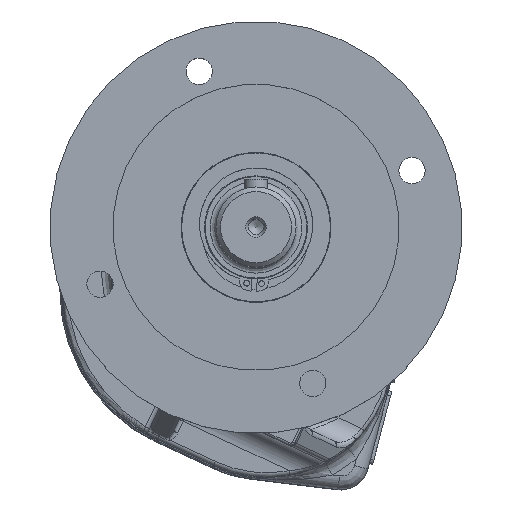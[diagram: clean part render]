
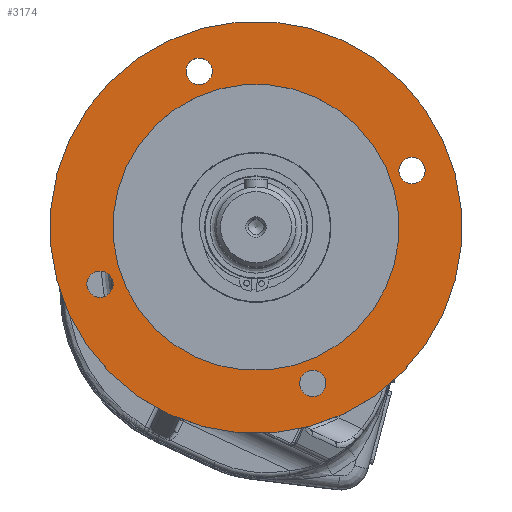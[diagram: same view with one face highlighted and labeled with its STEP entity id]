
A CAD part, top view. The second image highlights one B-rep face of the part: STEP entity #3174.
In plain terms, the highlighted planar face has unit normal (0, 0, 1).
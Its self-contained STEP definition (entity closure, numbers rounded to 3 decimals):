
#2776=CARTESIAN_POINT('',(-46.568,-23.165,160.9));
#2777=VERTEX_POINT('',#2776);
#2778=CARTESIAN_POINT('',(-51.78,-20.735,160.9));
#2779=DIRECTION('',(0.0,0.0,-1.));
#2780=DIRECTION('',(-0.906,0.423,0.0));
#2781=AXIS2_PLACEMENT_3D('',#2778,#2779,#2780);
#2782=CIRCLE('',#2781,5.75);
#2783=EDGE_CURVE('',#2777,#2777,#2782,.T.);
#2867=CARTESIAN_POINT('',(43.575,-58.855,160.9));
#2868=VERTEX_POINT('',#2867);
#2869=CARTESIAN_POINT('',(41.145,-64.066,160.9));
#2870=DIRECTION('',(0.0,0.0,-1.0));
#2871=DIRECTION('',(-0.423,-0.906,0.0));
#2872=AXIS2_PLACEMENT_3D('',#2869,#2870,#2871);
#2873=CIRCLE('',#2872,5.75);
#2874=EDGE_CURVE('',#2868,#2868,#2873,.T.);
#2958=CARTESIAN_POINT('',(79.265,31.288,160.9));
#2959=VERTEX_POINT('',#2958);
#2960=CARTESIAN_POINT('',(84.476,28.858,160.9));
#2961=DIRECTION('',(0.0,0.0,-1.0));
#2962=DIRECTION('',(0.906,-0.423,0.0));
#2963=AXIS2_PLACEMENT_3D('',#2960,#2961,#2962);
#2964=CIRCLE('',#2963,5.75);
#2965=EDGE_CURVE('',#2959,#2959,#2964,.T.);
#3063=CARTESIAN_POINT('',(-10.878,66.978,160.9));
#3064=VERTEX_POINT('',#3063);
#3065=CARTESIAN_POINT('',(-8.448,72.189,160.9));
#3066=DIRECTION('',(0.0,0.0,-1.0));
#3067=DIRECTION('',(0.423,0.906,0.0));
#3068=AXIS2_PLACEMENT_3D('',#3065,#3066,#3067);
#3069=CIRCLE('',#3068,5.75);
#3070=EDGE_CURVE('',#3064,#3064,#3069,.T.);
#3128=CARTESIAN_POINT('',(54.384,85.629,160.9));
#3129=VERTEX_POINT('',#3128);
#3130=CARTESIAN_POINT('',(16.348,4.062,160.9));
#3131=DIRECTION('',(0.0,0.0,-1.0));
#3132=DIRECTION('',(0.423,0.906,0.0));
#3133=AXIS2_PLACEMENT_3D('',#3130,#3131,#3132);
#3134=CIRCLE('',#3133,90.);
#3135=EDGE_CURVE('',#3129,#3129,#3134,.T.);
#3143=CARTESIAN_POINT('',(48.573,73.167,160.9));
#3144=DIRECTION('',(0.0,0.0,-1.0));
#3145=DIRECTION('',(-1.0,0.0,0.0));
#3146=AXIS2_PLACEMENT_3D('',#3143,#3144,#3145);
#3147=PLANE('',#3146);
#3148=ORIENTED_EDGE('',*,*,#3135,.F.);
#3149=EDGE_LOOP('',(#3148));
#3150=FACE_OUTER_BOUND('',#3149,.T.);
#3151=ORIENTED_EDGE('',*,*,#2783,.T.);
#3152=EDGE_LOOP('',(#3151));
#3153=FACE_BOUND('',#3152,.T.);
#3154=ORIENTED_EDGE('',*,*,#2874,.T.);
#3155=EDGE_LOOP('',(#3154));
#3156=FACE_BOUND('',#3155,.T.);
#3157=ORIENTED_EDGE('',*,*,#2965,.T.);
#3158=EDGE_LOOP('',(#3157));
#3159=FACE_BOUND('',#3158,.T.);
#3160=ORIENTED_EDGE('',*,*,#3070,.T.);
#3161=EDGE_LOOP('',(#3160));
#3162=FACE_BOUND('',#3161,.T.);
#3163=CARTESIAN_POINT('',(42.762,60.706,160.9));
#3164=VERTEX_POINT('',#3163);
#3165=CARTESIAN_POINT('',(16.348,4.062,160.9));
#3166=DIRECTION('',(0.0,0.0,-1.));
#3167=DIRECTION('',(0.423,0.906,0.0));
#3168=AXIS2_PLACEMENT_3D('',#3165,#3166,#3167);
#3169=CIRCLE('',#3168,62.5);
#3170=EDGE_CURVE('',#3164,#3164,#3169,.T.);
#3171=ORIENTED_EDGE('',*,*,#3170,.T.);
#3172=EDGE_LOOP('',(#3171));
#3173=FACE_BOUND('',#3172,.T.);
#3174=ADVANCED_FACE('',(#3150,#3153,#3156,#3159,#3162,#3173),#3147,.F.);
